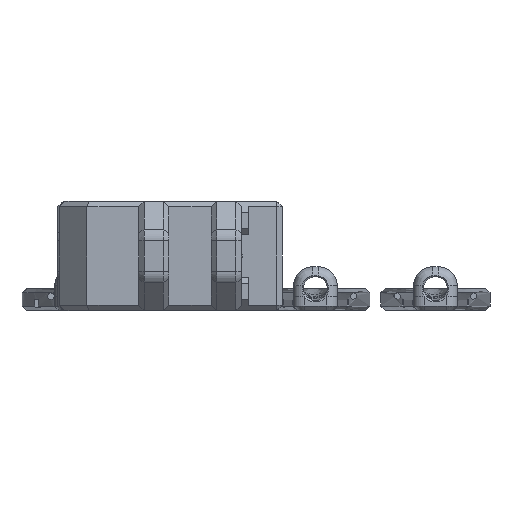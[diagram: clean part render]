
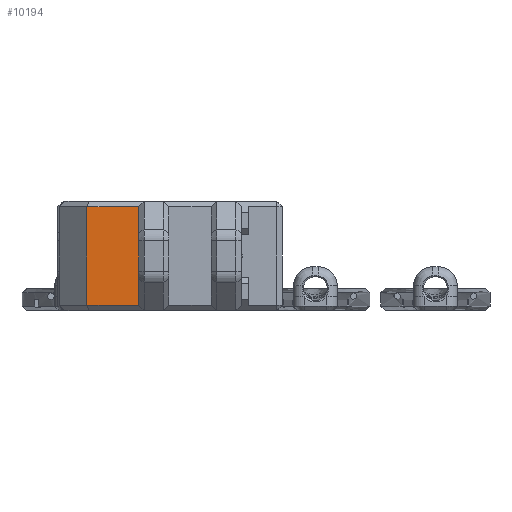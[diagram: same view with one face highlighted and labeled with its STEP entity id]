
A CAD part, front view. The second image highlights one B-rep face of the part: STEP entity #10194.
In plain terms, the highlighted planar face has unit normal (0, -1, 0).
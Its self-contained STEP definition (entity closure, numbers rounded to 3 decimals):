
#880=FACE_OUTER_BOUND('',#1489,.T.);
#1489=EDGE_LOOP('',(#9139,#9140,#9141,#9142));
#2915=LINE('',#22418,#3905);
#2916=LINE('',#22421,#3906);
#2917=LINE('',#22423,#3907);
#2918=LINE('',#22424,#3908);
#3905=VECTOR('',#13529,10.);
#3906=VECTOR('',#13532,10.);
#3907=VECTOR('',#13533,10.);
#3908=VECTOR('',#13534,10.);
#4827=VERTEX_POINT('',#22400);
#4830=VERTEX_POINT('',#22412);
#4832=VERTEX_POINT('',#22420);
#4833=VERTEX_POINT('',#22422);
#6274=EDGE_CURVE('',#4827,#4830,#2915,.T.);
#6275=EDGE_CURVE('',#4830,#4832,#2916,.T.);
#6276=EDGE_CURVE('',#4833,#4827,#2917,.T.);
#6277=EDGE_CURVE('',#4832,#4833,#2918,.T.);
#9139=ORIENTED_EDGE('',*,*,#6275,.F.);
#9140=ORIENTED_EDGE('',*,*,#6274,.F.);
#9141=ORIENTED_EDGE('',*,*,#6276,.F.);
#9142=ORIENTED_EDGE('',*,*,#6277,.F.);
#9632=PLANE('',#11072);
#10194=ADVANCED_FACE('',(#880),#9632,.F.);
#11072=AXIS2_PLACEMENT_3D('',#22419,#13530,#13531);
#13529=DIRECTION('',(0.,0.,1.));
#13530=DIRECTION('center_axis',(0.,1.,0.));
#13531=DIRECTION('ref_axis',(0.,0.,1.));
#13532=DIRECTION('',(1.,0.,0.));
#13533=DIRECTION('',(-1.,0.,0.));
#13534=DIRECTION('',(0.,0.,-1.));
#22400=CARTESIAN_POINT('',(-236.944,232.802,1.002));
#22412=CARTESIAN_POINT('',(-236.944,232.802,19.002));
#22418=CARTESIAN_POINT('',(-236.944,232.802,10.002));
#22419=CARTESIAN_POINT('Origin',(-225.944,232.802,10.002));
#22420=CARTESIAN_POINT('',(-227.444,232.802,19.002));
#22421=CARTESIAN_POINT('',(-221.444,232.802,19.002));
#22422=CARTESIAN_POINT('',(-227.444,232.802,1.002));
#22423=CARTESIAN_POINT('',(-230.444,232.802,1.002));
#22424=CARTESIAN_POINT('',(-227.444,232.802,15.002));
